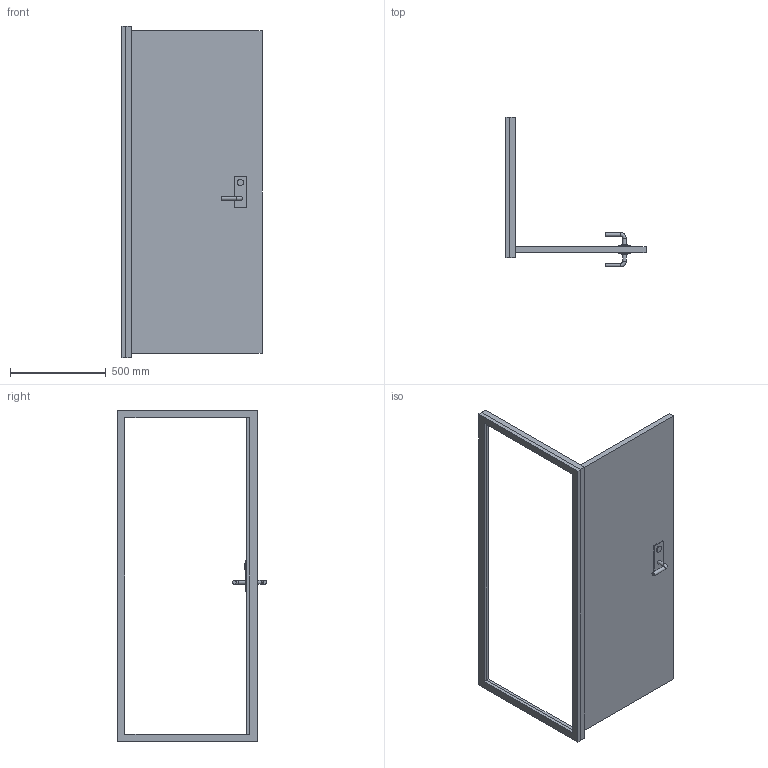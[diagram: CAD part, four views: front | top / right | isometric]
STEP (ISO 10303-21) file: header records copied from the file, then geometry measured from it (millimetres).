
FILE_DESCRIPTION(('Open CASCADE Model'),'2;1');
FILE_NAME('Open CASCADE Shape Model','2018-10-24T00:24:25',('Author'),( 'Open CASCADE'),'Open CASCADE STEP processor 6.9','Open CASCADE 6.9' ,'Unknown');
FILE_SCHEMA(('AUTOMOTIVE_DESIGN { 1 0 10303 214 1 1 1 1 }'));
Length unit declared in the file: millimetre
Products named in the file (13): =>[0:1:1:2]; SOLID; =>[0:1:1:8]; =>[0:1:1:13]
Bounding box: 730 x 779.25 x 1730 mm (x, y, z)
Volume: 41900516.7 mm3; surface area: 3601678.7 mm2
Topology: 13 solids, 13 shells, 62 faces, 108 edges, 72 vertices
Faces by surface type: plane 54, cylinder 6, torus 2
Full cylindrical faces by diameter (mm): 19.5 x4, 32.5 x2
Entity records: 3122 total; most frequent: DIRECTION 468, CARTESIAN_POINT 459, LINE 290, VECTOR 290, ORIENTED_EDGE 216, PCURVE 216, DEFINITIONAL_REPRESENTATION 216, EDGE_CURVE 108
